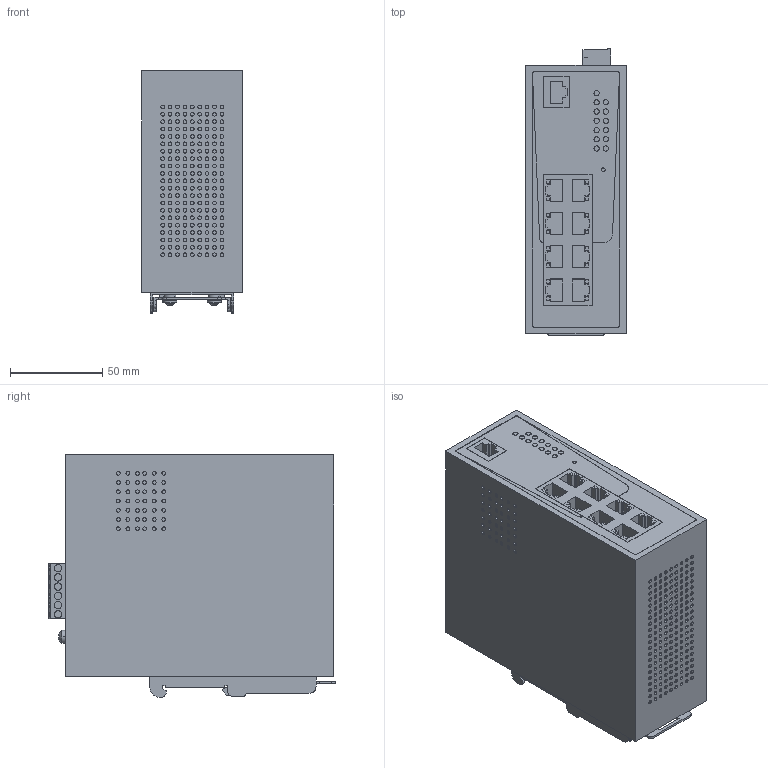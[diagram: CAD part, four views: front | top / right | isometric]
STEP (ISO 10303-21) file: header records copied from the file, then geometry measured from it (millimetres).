
FILE_DESCRIPTION(('CATIA V5 STEP Exchange','CAx-IF Rec.Pracs.--- Model Styling and Organization---1.4--- 2014-01-23'),'2;1');
FILE_NAME ('D1493657_0', '2021-07-16T07:18:36+00:00', ('none'), ('Weidmueller'), 'CATIA Version 5-6 Release 2016 SP3 HF44', 'CATIA V5 STEP AP214', 'none');
FILE_SCHEMA(('AUTOMOTIVE_DESIGN { 1 0 10303 214 1 1 1 1 }'));
Products named in the file (1): S3D_IE_SW_AL08M_8GTPoE
Bounding box: 54.3 x 154.9 x 131.1 mm (x, y, z)
Volume: 944547.2 mm3; surface area: 109281.1 mm2
Topology: 44 solids, 45 shells, 2068 faces, 4574 edges, 3041 vertices
Faces by surface type: plane 1071, cylinder 921, extrusion 66, revolution 8, sphere 2
Entity records: 54451 total; most frequent: CARTESIAN_POINT 10470, ORIENTED_EDGE 9148, DIRECTION 6533, EDGE_CURVE 4574, VERTEX_POINT 3041, AXIS2_PLACEMENT_3D 2930, EDGE_LOOP 2553, VECTOR 2505
